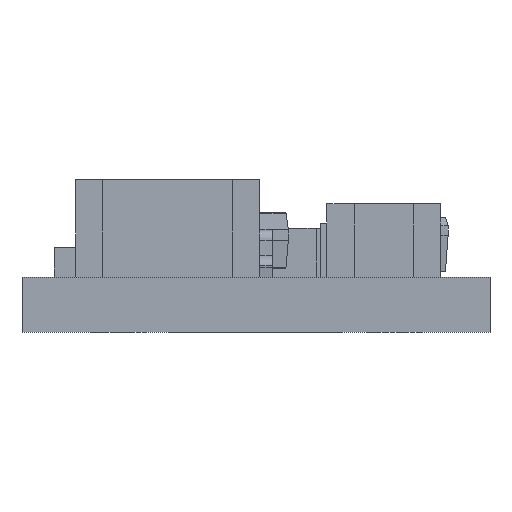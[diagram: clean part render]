
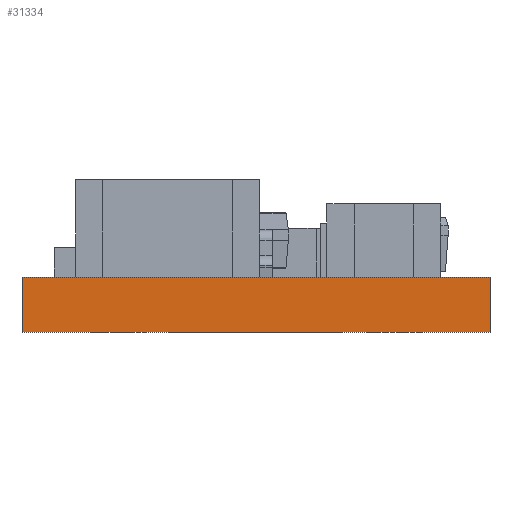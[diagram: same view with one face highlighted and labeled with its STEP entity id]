
A CAD part, front view. The second image highlights one B-rep face of the part: STEP entity #31334.
In plain terms, the highlighted planar face has unit normal (0, -1, 0).
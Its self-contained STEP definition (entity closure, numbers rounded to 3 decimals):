
#120 = AXIS2_PLACEMENT_3D ( 'NONE', #13458, #28136, #16297 ) ;
#2263 = DIRECTION ( 'NONE',  ( 1., 0., 0. ) ) ;
#3645 = DIRECTION ( 'NONE',  ( 0., 0., -1. ) ) ;
#3866 = DIRECTION ( 'NONE',  ( 1., 0., 0. ) ) ;
#6507 = LINE ( 'NONE', #35821, #12115 ) ;
#8486 = EDGE_CURVE ( 'NONE', #18184, #28348, #27466, .T. ) ;
#10600 = CARTESIAN_POINT ( 'NONE',  ( 8.636, 0., 0. ) ) ;
#12115 = VECTOR ( 'NONE', #3645, 1000. ) ;
#13458 = CARTESIAN_POINT ( 'NONE',  ( 0., 0., 1.016 ) ) ;
#16297 = DIRECTION ( 'NONE',  ( 1., 0., 0. ) ) ;
#17116 = CARTESIAN_POINT ( 'NONE',  ( 0., 0., 0. ) ) ;
#18184 = VERTEX_POINT ( 'NONE', #32881 ) ;
#18324 = EDGE_CURVE ( 'NONE', #18184, #28569, #32056, .T. ) ;
#18561 = CARTESIAN_POINT ( 'NONE',  ( 8.636, 0., 1.016 ) ) ;
#23954 = FACE_OUTER_BOUND ( 'NONE', #35911, .T. ) ;
#24622 = CARTESIAN_POINT ( 'NONE',  ( 0., 0., 1.016 ) ) ;
#27466 = LINE ( 'NONE', #24622, #33734 ) ;
#28136 = DIRECTION ( 'NONE',  ( 0., 1., 0. ) ) ;
#28348 = VERTEX_POINT ( 'NONE', #28701 ) ;
#28569 = VERTEX_POINT ( 'NONE', #18561 ) ;
#28637 = CARTESIAN_POINT ( 'NONE',  ( 0., 0., 1.016 ) ) ;
#28701 = CARTESIAN_POINT ( 'NONE',  ( 0., 0., 0. ) ) ;
#29407 = ORIENTED_EDGE ( 'NONE', *, *, #8486, .T. ) ;
#29912 = EDGE_CURVE ( 'NONE', #28348, #37485, #37130, .T. ) ;
#30424 = VECTOR ( 'NONE', #3866, 1000. ) ;
#31334 = ADVANCED_FACE ( 'NONE', ( #23954 ), #35739, .F. ) ;
#32056 = LINE ( 'NONE', #28637, #30424 ) ;
#32881 = CARTESIAN_POINT ( 'NONE',  ( 0., 0., 1.016 ) ) ;
#33126 = ORIENTED_EDGE ( 'NONE', *, *, #18324, .F. ) ;
#33219 = ORIENTED_EDGE ( 'NONE', *, *, #29912, .T. ) ;
#33734 = VECTOR ( 'NONE', #36232, 1000. ) ;
#34811 = ORIENTED_EDGE ( 'NONE', *, *, #37210, .F. ) ;
#35739 = PLANE ( 'NONE',  #120 ) ;
#35821 = CARTESIAN_POINT ( 'NONE',  ( 8.636, 0., 1.016 ) ) ;
#35911 = EDGE_LOOP ( 'NONE', ( #33219, #34811, #33126, #29407 ) ) ;
#36232 = DIRECTION ( 'NONE',  ( 0., 0., -1. ) ) ;
#36874 = VECTOR ( 'NONE', #2263, 1000. ) ;
#37130 = LINE ( 'NONE', #17116, #36874 ) ;
#37210 = EDGE_CURVE ( 'NONE', #28569, #37485, #6507, .T. ) ;
#37485 = VERTEX_POINT ( 'NONE', #10600 ) ;
